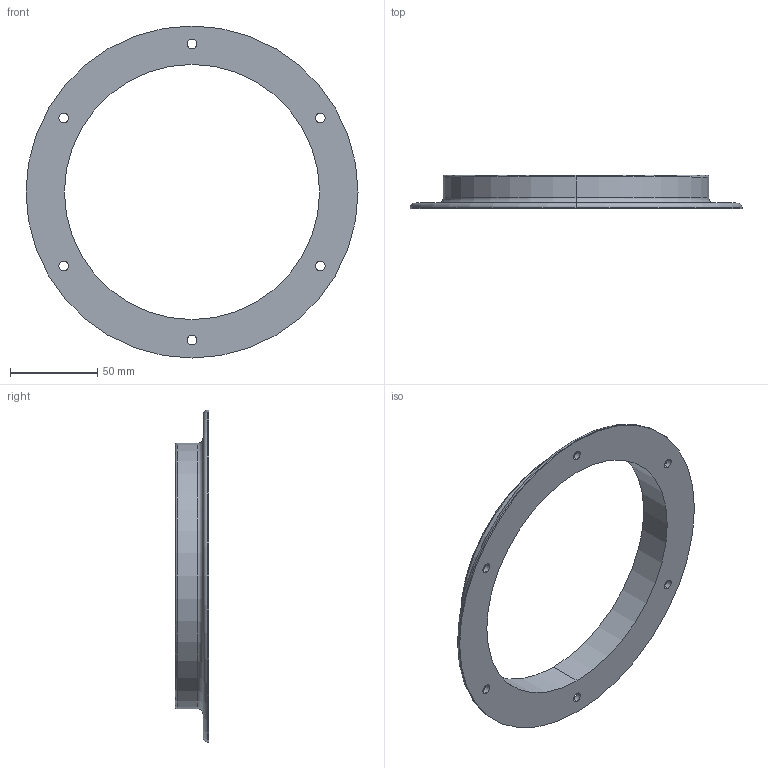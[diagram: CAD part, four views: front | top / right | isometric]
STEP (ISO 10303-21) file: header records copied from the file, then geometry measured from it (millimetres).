
FILE_DESCRIPTION (( 'STEP AP203' ), '1' );
FILE_NAME ('exhaust_duct_manifold.STEP', '2019-06-25T20:19:12', ( '' ), ( '' ), 'SwSTEP 2.0', 'SolidWorks 2018', '' );
FILE_SCHEMA (( 'CONFIG_CONTROL_DESIGN' ));
Length unit declared in the file: inch
Products named in the file (1): exhaust_duct_manifold
Bounding box: 190.5 x 19.05 x 190.5 mm (x, y, z)
Volume: 58955.8 mm3; surface area: 40170.5 mm2
Topology: 1 solids, 1 shells, 27 faces, 66 edges, 42 vertices
Faces by surface type: cylinder 18, torus 6, plane 3
Entity records: 927 total; most frequent: DIRECTION 170, CARTESIAN_POINT 136, ORIENTED_EDGE 132, AXIS2_PLACEMENT_3D 76, EDGE_CURVE 66, CIRCLE 48, EDGE_LOOP 42, VERTEX_POINT 42
